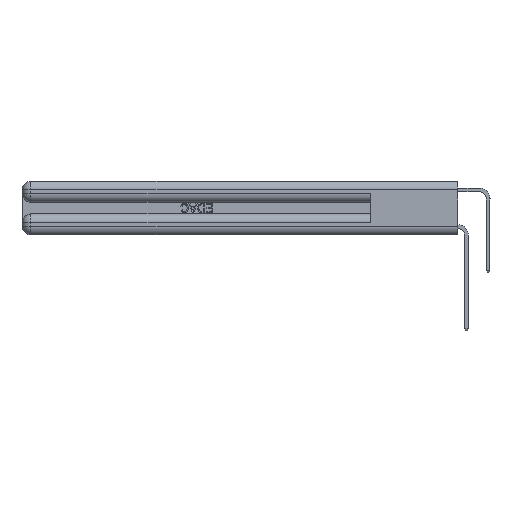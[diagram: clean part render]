
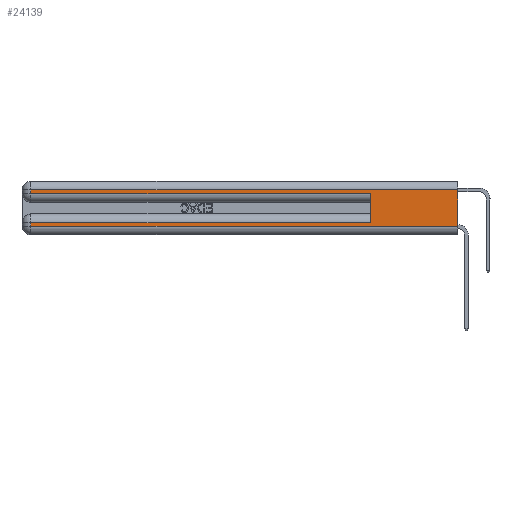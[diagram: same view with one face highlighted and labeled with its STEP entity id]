
A CAD part, left-side view. The second image highlights one B-rep face of the part: STEP entity #24139.
In plain terms, the highlighted planar face has unit normal (-1, 0, 0).
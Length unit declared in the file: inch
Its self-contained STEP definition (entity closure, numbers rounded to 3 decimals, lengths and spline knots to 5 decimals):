
#11 = CARTESIAN_POINT ( 'NONE',  ( 0., 2.94, 0.06 ) ) ;
#498 = DIRECTION ( 'NONE',  ( 0., 0., -1. ) ) ;
#1348 = EDGE_CURVE ( 'NONE', #10498, #11599, #25156, .T. ) ;
#3114 = DIRECTION ( 'NONE',  ( 0., 0., -1. ) ) ;
#3932 = DIRECTION ( 'NONE',  ( 0., -1., 0. ) ) ;
#6068 = DIRECTION ( 'NONE',  ( 0., -1., 0. ) ) ;
#6099 = ORIENTED_EDGE ( 'NONE', *, *, #33702, .T. ) ;
#6811 = VERTEX_POINT ( 'NONE', #10614 ) ;
#8202 = CARTESIAN_POINT ( 'NONE',  ( 0., 0., 0.37 ) ) ;
#8510 = DIRECTION ( 'NONE',  ( 0., 1., 0. ) ) ;
#8948 = VERTEX_POINT ( 'NONE', #29881 ) ;
#9025 = LINE ( 'NONE', #14433, #13980 ) ;
#9208 = VECTOR ( 'NONE', #26487, 39.37008 ) ;
#9509 = CARTESIAN_POINT ( 'NONE',  ( 0., 0., 0.285 ) ) ;
#10128 = EDGE_CURVE ( 'NONE', #6811, #28113, #11281, .T. ) ;
#10136 = ORIENTED_EDGE ( 'NONE', *, *, #1348, .T. ) ;
#10235 = EDGE_CURVE ( 'NONE', #23648, #10498, #22951, .T. ) ;
#10452 = EDGE_CURVE ( 'NONE', #28113, #8948, #22536, .T. ) ;
#10498 = VERTEX_POINT ( 'NONE', #11189 ) ;
#10614 = CARTESIAN_POINT ( 'NONE',  ( 0., 2.94, 0.085 ) ) ;
#11189 = CARTESIAN_POINT ( 'NONE',  ( 0., 2.94, 0.285 ) ) ;
#11203 = EDGE_CURVE ( 'NONE', #30083, #11599, #9025, .T. ) ;
#11264 = CARTESIAN_POINT ( 'NONE',  ( 0., 2.94, 0.31 ) ) ;
#11281 = LINE ( 'NONE', #15782, #9208 ) ;
#11552 = VECTOR ( 'NONE', #11820, 39.37008 ) ;
#11599 = VERTEX_POINT ( 'NONE', #23726 ) ;
#11820 = DIRECTION ( 'NONE',  ( 0., 0., -1. ) ) ;
#12468 = LINE ( 'NONE', #13604, #25781 ) ;
#12985 = ORIENTED_EDGE ( 'NONE', *, *, #10128, .T. ) ;
#13481 = EDGE_CURVE ( 'NONE', #18583, #8948, #21140, .T. ) ;
#13604 = CARTESIAN_POINT ( 'NONE',  ( 0., 0., 0.085 ) ) ;
#13677 = CARTESIAN_POINT ( 'NONE',  ( 0., 2.94, 0.37 ) ) ;
#13980 = VECTOR ( 'NONE', #30143, 39.37008 ) ;
#13988 = PLANE ( 'NONE',  #15313 ) ;
#14053 = CARTESIAN_POINT ( 'NONE',  ( 0., 0., 0.31 ) ) ;
#14433 = CARTESIAN_POINT ( 'NONE',  ( 0., 0.6, 0.145 ) ) ;
#14724 = CARTESIAN_POINT ( 'NONE',  ( 0., 0., 0.37 ) ) ;
#15313 = AXIS2_PLACEMENT_3D ( 'NONE', #8202, #21822, #498 ) ;
#15782 = CARTESIAN_POINT ( 'NONE',  ( 0., 2.94, 0.37 ) ) ;
#16061 = ORIENTED_EDGE ( 'NONE', *, *, #11203, .F. ) ;
#16346 = FACE_OUTER_BOUND ( 'NONE', #24865, .T. ) ;
#18583 = VERTEX_POINT ( 'NONE', #14053 ) ;
#18604 = VECTOR ( 'NONE', #19110, 39.37008 ) ;
#18988 = ORIENTED_EDGE ( 'NONE', *, *, #10452, .T. ) ;
#19110 = DIRECTION ( 'NONE',  ( 0., 1., 0. ) ) ;
#20415 = EDGE_CURVE ( 'NONE', #30083, #6811, #12468, .T. ) ;
#21140 = LINE ( 'NONE', #14724, #11552 ) ;
#21822 = DIRECTION ( 'NONE',  ( 1., 0., 0. ) ) ;
#21848 = VECTOR ( 'NONE', #3932, 39.37008 ) ;
#22010 = CARTESIAN_POINT ( 'NONE',  ( 0., 0.6, 0.085 ) ) ;
#22048 = LINE ( 'NONE', #29713, #18604 ) ;
#22536 = LINE ( 'NONE', #32329, #28747 ) ;
#22943 = ORIENTED_EDGE ( 'NONE', *, *, #20415, .T. ) ;
#22951 = LINE ( 'NONE', #13677, #25418 ) ;
#23648 = VERTEX_POINT ( 'NONE', #11264 ) ;
#23726 = CARTESIAN_POINT ( 'NONE',  ( 0., 0.6, 0.285 ) ) ;
#24139 = ADVANCED_FACE ( 'NONE', ( #16346 ), #13988, .F. ) ;
#24865 = EDGE_LOOP ( 'NONE', ( #33770, #6099, #30827, #10136, #16061, #22943, #12985, #18988 ) ) ;
#25156 = LINE ( 'NONE', #9509, #21848 ) ;
#25418 = VECTOR ( 'NONE', #3114, 39.37008 ) ;
#25781 = VECTOR ( 'NONE', #8510, 39.37008 ) ;
#26487 = DIRECTION ( 'NONE',  ( 0., 0., -1. ) ) ;
#28113 = VERTEX_POINT ( 'NONE', #11 ) ;
#28747 = VECTOR ( 'NONE', #6068, 39.37008 ) ;
#29713 = CARTESIAN_POINT ( 'NONE',  ( 0., 0., 0.31 ) ) ;
#29881 = CARTESIAN_POINT ( 'NONE',  ( 0., 0., 0.06 ) ) ;
#30083 = VERTEX_POINT ( 'NONE', #22010 ) ;
#30143 = DIRECTION ( 'NONE',  ( 0., 0., 1. ) ) ;
#30827 = ORIENTED_EDGE ( 'NONE', *, *, #10235, .T. ) ;
#32329 = CARTESIAN_POINT ( 'NONE',  ( 0., 0., 0.06 ) ) ;
#33702 = EDGE_CURVE ( 'NONE', #18583, #23648, #22048, .T. ) ;
#33770 = ORIENTED_EDGE ( 'NONE', *, *, #13481, .F. ) ;
